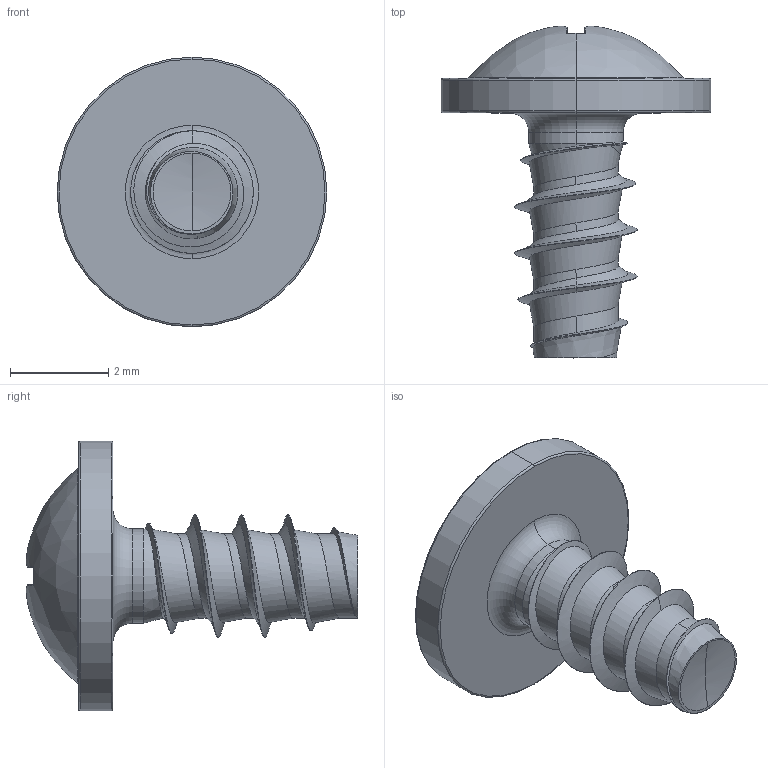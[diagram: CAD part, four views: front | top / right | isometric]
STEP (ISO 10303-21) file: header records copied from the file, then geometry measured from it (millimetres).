
FILE_DESCRIPTION (( 'STEP AP203' ), '1' );
FILE_NAME ('STP310250050.STEP', '2017-08-15T04:12:45', ( '' ), ( '' ), 'SwSTEP 2.0', 'SolidWorks 2015', '' );
FILE_SCHEMA (( 'CONFIG_CONTROL_DESIGN' ));
Length unit declared in the file: millimetre
Products named in the file (1): STP310250050
Bounding box: 5.5 x 6.77 x 5.5 mm (x, y, z)
Volume: 38.3 mm3; surface area: 107.7 mm2
Topology: 1 solids, 1 shells, 175 faces, 391 edges, 219 vertices
Faces by surface type: bspline 51, cylinder 35, torus 30, sphere 28, plane 23, cone 8
Entity records: 12011 total; most frequent: CARTESIAN_POINT 8405, ORIENTED_EDGE 778, DIRECTION 707, EDGE_CURVE 389, AXIS2_PLACEMENT_3D 320, VERTEX_POINT 219, CIRCLE 195, EDGE_LOOP 178
